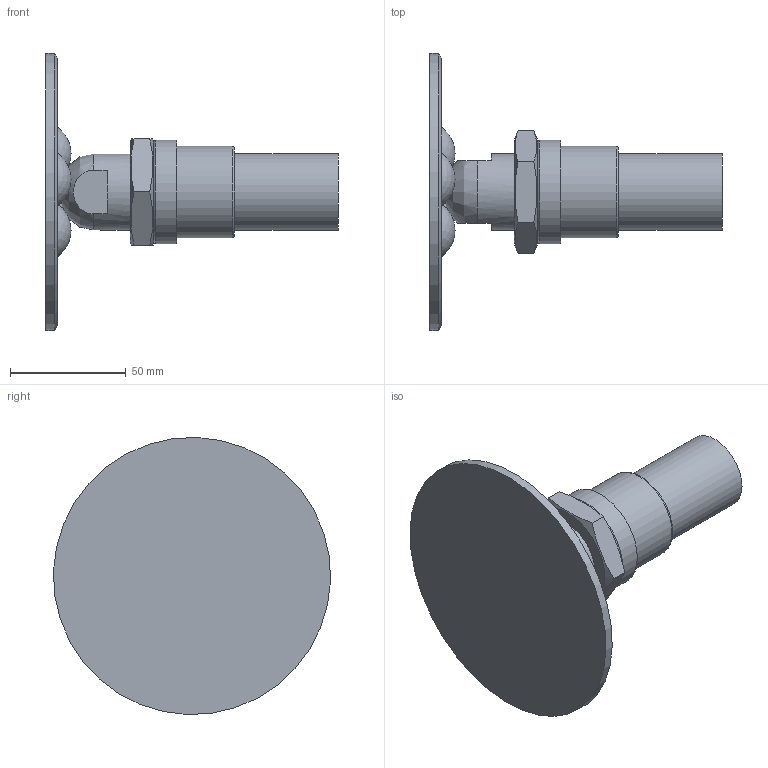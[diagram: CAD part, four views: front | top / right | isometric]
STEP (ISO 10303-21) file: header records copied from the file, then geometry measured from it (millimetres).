
FILE_DESCRIPTION((''),'2;1');
FILE_NAME('70501100X.stp','2010-09-10T12:49:14',('thilbrands'),(''),'Autodesk Inventor 2008','Autodesk Inventor 2008','');
FILE_SCHEMA(('AUTOMOTIVE_DESIGN { 1 0 10303 214 1 1 1 1 }'));
Length unit declared in the file: millimetre
Products named in the file (5): 70501012X; 70601012X-03; 70901012X-1(_DQ); 70701012X-1(_DQ); 70801100X-1(_DQ)
Assembly tree (4 placements, depth 2):
  70501012X
    70601012X-03
    70901012X-1(_DQ)
    70701012X-1(_DQ)
    70801100X-1(_DQ)
Bounding box: 126.65 x 119.93 x 119.93 mm (x, y, z)
Volume: 186464.7 mm3; surface area: 52093.7 mm2
Topology: 4 solids, 4 shells, 37 faces, 71 edges, 48 vertices
Faces by surface type: plane 18, cylinder 7, bspline 4, sphere 4, cone 2, torus 2
Full cylindrical faces by diameter (mm): 33 x1, 33.249 x3, 39.5 x1, 45 x1, 120 x1
Entity records: 1201 total; most frequent: CARTESIAN_POINT 399, DIRECTION 150, ORIENTED_EDGE 110, AXIS2_PLACEMENT_3D 69, EDGE_LOOP 60, EDGE_CURVE 55, VERTEX_POINT 45, FACE_OUTER_BOUND 37
